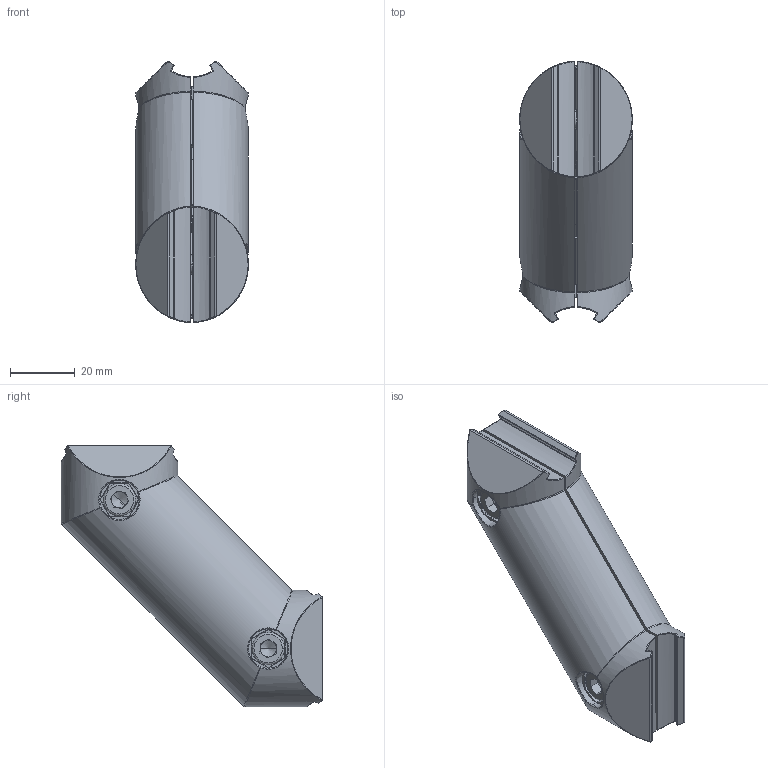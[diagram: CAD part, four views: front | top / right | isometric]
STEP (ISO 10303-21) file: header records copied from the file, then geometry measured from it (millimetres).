
FILE_DESCRIPTION((''),'2;1');
FILE_NAME('14039_ASM','2022-09-19T11:57:40',('PredragRovcanin'),('Audax d.o.o.'),'CREO PARAMETRIC BY PTC INC, 2020281','CREO PARAMETRIC BY PTC INC, 2020281','');
FILE_SCHEMA(('AUTOMOTIVE_DESIGN { 1 0 10303 214 1 1 1 1 }'));
Products named in the file (7): 14039_A; 14039_B; 14039_C; 14039_D; 14039_E; 14039_F; 14039_ASM
Assembly tree (6 placements, depth 2):
  14039_ASM
    14039_A
    14039_B
    14039_C
    14039_D
    14039_E
    14039_F
Bounding box: 34.79 x 80.78 x 80.78 mm (x, y, z)
Volume: 47196.9 mm3; surface area: 31361.2 mm2
Topology: 6 solids, 6 shells, 1418 faces, 3309 edges, 1775 vertices
Faces by surface type: cone 292, bspline 290, cylinder 270, plane 216, torus 200, sphere 150
Entity records: 70210 total; most frequent: CARTESIAN_POINT 27070, ORIENTED_EDGE 6302, DIRECTION 5802, PRESENTATION_STYLE_ASSIGNMENT 3658, STYLED_ITEM 3658, CURVE_STYLE 3160, EDGE_CURVE 3151, AXIS2_PLACEMENT_3D 2387
